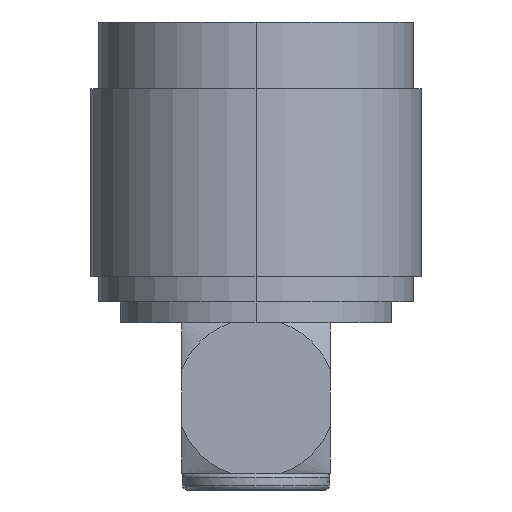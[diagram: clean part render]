
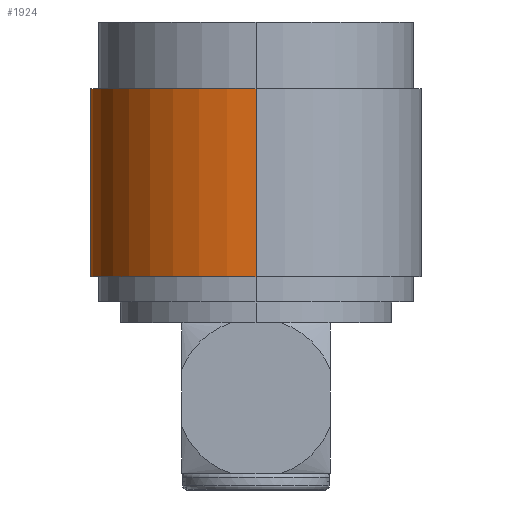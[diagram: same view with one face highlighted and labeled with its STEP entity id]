
A CAD part, left-side view. The second image highlights one B-rep face of the part: STEP entity #1924.
In plain terms, the highlighted cylindrical face has radius 10.058 mm (diameter 20.116 mm), a partial arc.
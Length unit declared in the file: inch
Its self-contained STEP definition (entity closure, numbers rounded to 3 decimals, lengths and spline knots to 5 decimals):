
#334 = DIRECTION ( 'NONE',  ( 0., -1., 0. ) ) ;
#430 = CARTESIAN_POINT ( 'NONE',  ( 0., -0.74, 0. ) ) ;
#449 = EDGE_CURVE ( 'NONE', #3246, #5170, #5014, .T. ) ;
#579 = LINE ( 'NONE', #664, #6301 ) ;
#614 = VERTEX_POINT ( 'NONE', #5975 ) ;
#664 = CARTESIAN_POINT ( 'NONE',  ( 0., -0.11, -0.39599 ) ) ;
#782 = FACE_OUTER_BOUND ( 'NONE', #2316, .T. ) ;
#927 = DIRECTION ( 'NONE',  ( 0., -1., 0. ) ) ;
#973 = CARTESIAN_POINT ( 'NONE',  ( 0., -0.11, 0. ) ) ;
#1220 = VECTOR ( 'NONE', #334, 39.37008 ) ;
#1348 = CARTESIAN_POINT ( 'NONE',  ( 0., -0.11, 0.39599 ) ) ;
#1416 = DIRECTION ( 'NONE',  ( 0., 0., -1. ) ) ;
#1426 = CARTESIAN_POINT ( 'NONE',  ( 0., -0.29, 0.39599 ) ) ;
#1888 = ORIENTED_EDGE ( 'NONE', *, *, #4495, .F. ) ;
#1924 = ADVANCED_FACE ( 'NONE', ( #782 ), #4696, .T. ) ;
#2249 = ORIENTED_EDGE ( 'NONE', *, *, #5622, .F. ) ;
#2316 = EDGE_LOOP ( 'NONE', ( #6343, #5906, #2249, #1888 ) ) ;
#2639 = CIRCLE ( 'NONE', #5666, 0.39599 ) ;
#2751 = EDGE_CURVE ( 'NONE', #5170, #4877, #4995, .T. ) ;
#2906 = DIRECTION ( 'NONE',  ( 0., 0., -1. ) ) ;
#3246 = VERTEX_POINT ( 'NONE', #6244 ) ;
#3796 = AXIS2_PLACEMENT_3D ( 'NONE', #973, #5947, #4963 ) ;
#4379 = CARTESIAN_POINT ( 'NONE',  ( 0., -0.29, 0. ) ) ;
#4495 = EDGE_CURVE ( 'NONE', #3246, #614, #579, .T. ) ;
#4696 = CYLINDRICAL_SURFACE ( 'NONE', #3796, 0.39599 ) ;
#4821 = DIRECTION ( 'NONE',  ( 0., -1., 0. ) ) ;
#4867 = AXIS2_PLACEMENT_3D ( 'NONE', #4379, #4958, #2906 ) ;
#4877 = VERTEX_POINT ( 'NONE', #5016 ) ;
#4958 = DIRECTION ( 'NONE',  ( 0., -1., 0. ) ) ;
#4963 = DIRECTION ( 'NONE',  ( 0., 0., -1. ) ) ;
#4995 = LINE ( 'NONE', #1348, #1220 ) ;
#5014 = CIRCLE ( 'NONE', #4867, 0.39599 ) ;
#5016 = CARTESIAN_POINT ( 'NONE',  ( 0., -0.74, 0.39599 ) ) ;
#5170 = VERTEX_POINT ( 'NONE', #1426 ) ;
#5622 = EDGE_CURVE ( 'NONE', #614, #4877, #2639, .T. ) ;
#5666 = AXIS2_PLACEMENT_3D ( 'NONE', #430, #927, #1416 ) ;
#5906 = ORIENTED_EDGE ( 'NONE', *, *, #2751, .T. ) ;
#5947 = DIRECTION ( 'NONE',  ( 0., -1., 0. ) ) ;
#5975 = CARTESIAN_POINT ( 'NONE',  ( 0., -0.74, -0.39599 ) ) ;
#6244 = CARTESIAN_POINT ( 'NONE',  ( 0., -0.29, -0.39599 ) ) ;
#6301 = VECTOR ( 'NONE', #4821, 39.37008 ) ;
#6343 = ORIENTED_EDGE ( 'NONE', *, *, #449, .T. ) ;
